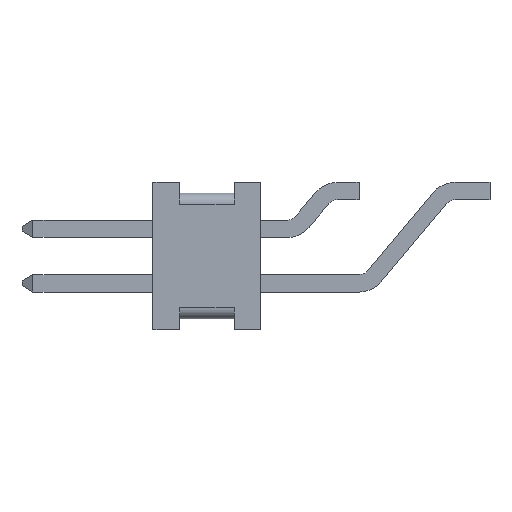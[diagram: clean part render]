
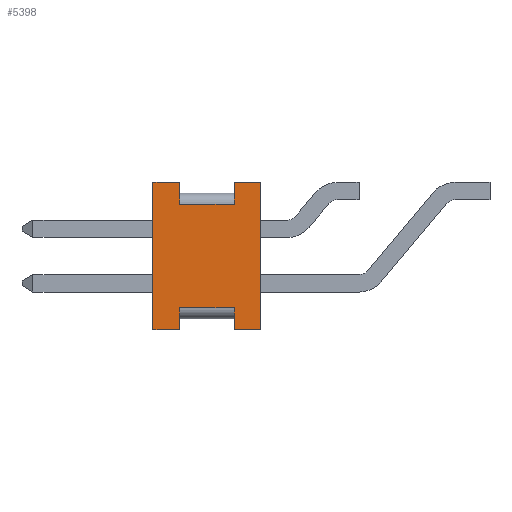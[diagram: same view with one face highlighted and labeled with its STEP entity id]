
A CAD part, left-side view. The second image highlights one B-rep face of the part: STEP entity #5398.
In plain terms, the highlighted planar face has unit normal (-1, 0, 0).
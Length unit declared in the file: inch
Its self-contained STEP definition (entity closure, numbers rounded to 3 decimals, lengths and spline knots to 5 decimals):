
#188 = PLANE ( 'NONE',  #604 ) ;
#197 = ORIENTED_EDGE ( 'NONE', *, *, #4431, .F. ) ;
#299 = VERTEX_POINT ( 'NONE', #9513 ) ;
#402 = LINE ( 'NONE', #5359, #4253 ) ;
#576 = CARTESIAN_POINT ( 'NONE',  ( -0.1, 0., 0.0675 ) ) ;
#604 = AXIS2_PLACEMENT_3D ( 'NONE', #9397, #5972, #6079 ) ;
#616 = ORIENTED_EDGE ( 'NONE', *, *, #8916, .T. ) ;
#639 = LINE ( 'NONE', #8369, #10235 ) ;
#685 = LINE ( 'NONE', #10287, #3003 ) ;
#725 = CARTESIAN_POINT ( 'NONE',  ( -0.1, 0.0745, 0.0675 ) ) ;
#945 = CARTESIAN_POINT ( 'NONE',  ( -0.1, 0.0245, -0.0675 ) ) ;
#994 = ORIENTED_EDGE ( 'NONE', *, *, #9338, .T. ) ;
#1035 = ORIENTED_EDGE ( 'NONE', *, *, #6594, .T. ) ;
#1090 = CARTESIAN_POINT ( 'NONE',  ( -0.1, 0.099, 0.0675 ) ) ;
#1286 = VECTOR ( 'NONE', #10626, 39.37008 ) ;
#1291 = CARTESIAN_POINT ( 'NONE',  ( -0.1, 0.099, -0.0675 ) ) ;
#1658 = CARTESIAN_POINT ( 'NONE',  ( -0.1, 0.0745, 0.0675 ) ) ;
#1733 = LINE ( 'NONE', #9650, #5355 ) ;
#1794 = VERTEX_POINT ( 'NONE', #6597 ) ;
#1981 = VECTOR ( 'NONE', #6144, 39.37008 ) ;
#2131 = ORIENTED_EDGE ( 'NONE', *, *, #8037, .T. ) ;
#2177 = DIRECTION ( 'NONE',  ( 0., 0., 1. ) ) ;
#2203 = DIRECTION ( 'NONE',  ( 0., 0., -1. ) ) ;
#2294 = DIRECTION ( 'NONE',  ( 0., 1., 0. ) ) ;
#2478 = DIRECTION ( 'NONE',  ( 0., 0., 1. ) ) ;
#2543 = VERTEX_POINT ( 'NONE', #4700 ) ;
#2674 = CARTESIAN_POINT ( 'NONE',  ( -0.1, 0.0745, -0.0675 ) ) ;
#2681 = EDGE_CURVE ( 'NONE', #299, #6223, #3327, .T. ) ;
#2953 = CARTESIAN_POINT ( 'NONE',  ( -0.1, 0.099, 0.0675 ) ) ;
#3003 = VECTOR ( 'NONE', #9531, 39.37008 ) ;
#3084 = VECTOR ( 'NONE', #10057, 39.37008 ) ;
#3233 = VERTEX_POINT ( 'NONE', #945 ) ;
#3288 = CARTESIAN_POINT ( 'NONE',  ( -0.1, 0.0245, -0.0475 ) ) ;
#3327 = LINE ( 'NONE', #1658, #9850 ) ;
#3466 = EDGE_LOOP ( 'NONE', ( #616, #6054, #197, #7461, #8906, #10185, #8244, #994, #1035, #7848, #6676, #2131 ) ) ;
#3491 = DIRECTION ( 'NONE',  ( 0., 0., 1. ) ) ;
#3546 = VERTEX_POINT ( 'NONE', #576 ) ;
#4253 = VECTOR ( 'NONE', #7022, 39.37008 ) ;
#4431 = EDGE_CURVE ( 'NONE', #1794, #6223, #8054, .T. ) ;
#4647 = VERTEX_POINT ( 'NONE', #9204 ) ;
#4700 = CARTESIAN_POINT ( 'NONE',  ( -0.1, 0.0245, 0.0475 ) ) ;
#5288 = CARTESIAN_POINT ( 'NONE',  ( -0.1, 0.0245, 0.0675 ) ) ;
#5355 = VECTOR ( 'NONE', #2203, 39.37008 ) ;
#5359 = CARTESIAN_POINT ( 'NONE',  ( -0.1, 0.0245, -0.0675 ) ) ;
#5398 = ADVANCED_FACE ( 'NONE', ( #8025 ), #188, .F. ) ;
#5619 = EDGE_CURVE ( 'NONE', #10391, #3546, #5683, .T. ) ;
#5683 = LINE ( 'NONE', #7193, #6462 ) ;
#5968 = VECTOR ( 'NONE', #2294, 39.37008 ) ;
#5972 = DIRECTION ( 'NONE',  ( 1., 0., 0. ) ) ;
#5988 = VECTOR ( 'NONE', #7033, 39.37008 ) ;
#6054 = ORIENTED_EDGE ( 'NONE', *, *, #2681, .T. ) ;
#6079 = DIRECTION ( 'NONE',  ( 0., 0., -1. ) ) ;
#6144 = DIRECTION ( 'NONE',  ( 0., -1., 0. ) ) ;
#6223 = VERTEX_POINT ( 'NONE', #725 ) ;
#6299 = EDGE_CURVE ( 'NONE', #10091, #4647, #7884, .T. ) ;
#6462 = VECTOR ( 'NONE', #2177, 39.37008 ) ;
#6502 = EDGE_CURVE ( 'NONE', #10091, #1794, #10764, .T. ) ;
#6561 = CARTESIAN_POINT ( 'NONE',  ( -0.1, 0.099, 0.0475 ) ) ;
#6594 = EDGE_CURVE ( 'NONE', #3233, #10391, #639, .T. ) ;
#6597 = CARTESIAN_POINT ( 'NONE',  ( -0.1, 0.099, 0.0675 ) ) ;
#6617 = LINE ( 'NONE', #6561, #5968 ) ;
#6676 = ORIENTED_EDGE ( 'NONE', *, *, #7909, .F. ) ;
#6809 = CARTESIAN_POINT ( 'NONE',  ( -0.1, 0.099, 0.0675 ) ) ;
#7022 = DIRECTION ( 'NONE',  ( 0., 0., -1. ) ) ;
#7033 = DIRECTION ( 'NONE',  ( 0., -1., 0. ) ) ;
#7193 = CARTESIAN_POINT ( 'NONE',  ( -0.1, 0., 0.0675 ) ) ;
#7233 = VERTEX_POINT ( 'NONE', #3288 ) ;
#7317 = VERTEX_POINT ( 'NONE', #10244 ) ;
#7461 = ORIENTED_EDGE ( 'NONE', *, *, #6502, .F. ) ;
#7848 = ORIENTED_EDGE ( 'NONE', *, *, #5619, .T. ) ;
#7884 = LINE ( 'NONE', #8091, #1286 ) ;
#7909 = EDGE_CURVE ( 'NONE', #9311, #3546, #10571, .T. ) ;
#8025 = FACE_OUTER_BOUND ( 'NONE', #3466, .T. ) ;
#8037 = EDGE_CURVE ( 'NONE', #9311, #2543, #1733, .T. ) ;
#8054 = LINE ( 'NONE', #2953, #5988 ) ;
#8091 = CARTESIAN_POINT ( 'NONE',  ( -0.1, 0.099, -0.0675 ) ) ;
#8244 = ORIENTED_EDGE ( 'NONE', *, *, #8621, .T. ) ;
#8291 = CARTESIAN_POINT ( 'NONE',  ( -0.1, 0., -0.0675 ) ) ;
#8369 = CARTESIAN_POINT ( 'NONE',  ( -0.1, 0.099, -0.0675 ) ) ;
#8621 = EDGE_CURVE ( 'NONE', #7317, #7233, #685, .T. ) ;
#8647 = LINE ( 'NONE', #2674, #8801 ) ;
#8801 = VECTOR ( 'NONE', #3491, 39.37008 ) ;
#8906 = ORIENTED_EDGE ( 'NONE', *, *, #6299, .T. ) ;
#8916 = EDGE_CURVE ( 'NONE', #2543, #299, #6617, .T. ) ;
#9204 = CARTESIAN_POINT ( 'NONE',  ( -0.1, 0.0745, -0.0675 ) ) ;
#9234 = DIRECTION ( 'NONE',  ( 0., -1., 0. ) ) ;
#9311 = VERTEX_POINT ( 'NONE', #5288 ) ;
#9338 = EDGE_CURVE ( 'NONE', #7233, #3233, #402, .T. ) ;
#9397 = CARTESIAN_POINT ( 'NONE',  ( -0.1, 0.099, 0.0675 ) ) ;
#9513 = CARTESIAN_POINT ( 'NONE',  ( -0.1, 0.0745, 0.0475 ) ) ;
#9531 = DIRECTION ( 'NONE',  ( 0., -1., 0. ) ) ;
#9650 = CARTESIAN_POINT ( 'NONE',  ( -0.1, 0.0245, 0.0675 ) ) ;
#9850 = VECTOR ( 'NONE', #2478, 39.37008 ) ;
#10057 = DIRECTION ( 'NONE',  ( 0., 0., 1. ) ) ;
#10091 = VERTEX_POINT ( 'NONE', #1291 ) ;
#10185 = ORIENTED_EDGE ( 'NONE', *, *, #10452, .T. ) ;
#10235 = VECTOR ( 'NONE', #9234, 39.37008 ) ;
#10244 = CARTESIAN_POINT ( 'NONE',  ( -0.1, 0.0745, -0.0475 ) ) ;
#10287 = CARTESIAN_POINT ( 'NONE',  ( -0.1, 0.099, -0.0475 ) ) ;
#10391 = VERTEX_POINT ( 'NONE', #8291 ) ;
#10452 = EDGE_CURVE ( 'NONE', #4647, #7317, #8647, .T. ) ;
#10571 = LINE ( 'NONE', #1090, #1981 ) ;
#10626 = DIRECTION ( 'NONE',  ( 0., -1., 0. ) ) ;
#10764 = LINE ( 'NONE', #6809, #3084 ) ;
